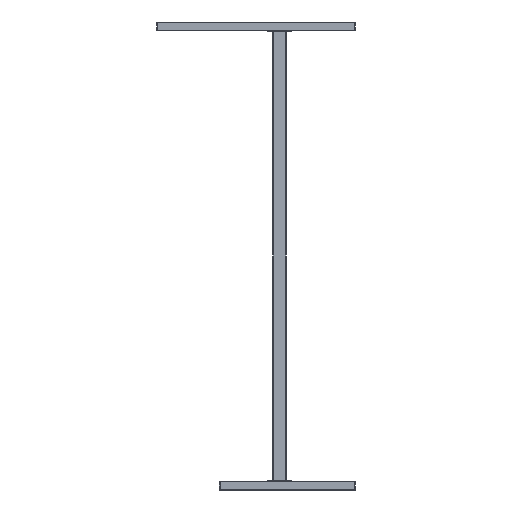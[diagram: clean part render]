
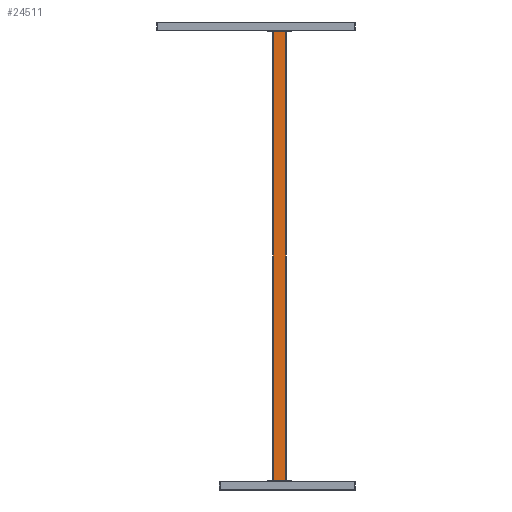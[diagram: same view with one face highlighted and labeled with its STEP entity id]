
A CAD part, front view. The second image highlights one B-rep face of the part: STEP entity #24511.
In plain terms, the highlighted free-form (B-spline) face has degree [1, 1] with [2, 2] control points.
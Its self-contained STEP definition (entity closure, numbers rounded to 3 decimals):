
#24511 = ADVANCED_FACE('',(#24512),#24542,.T.);
#24512 = FACE_BOUND('',#24513,.T.);
#24513 = EDGE_LOOP('',(#24514,#24523,#24530,#24537));
#24514 = ORIENTED_EDGE('',*,*,#24515,.F.);
#24515 = EDGE_CURVE('',#24516,#24518,#24520,.T.);
#24516 = VERTEX_POINT('',#24517);
#24517 = CARTESIAN_POINT('',(64.819,30.658,0.));
#24518 = VERTEX_POINT('',#24519);
#24519 = CARTESIAN_POINT('',(12.263,30.658,0.));
#24520 = B_SPLINE_CURVE_WITH_KNOTS('',1,(#24521,#24522),.UNSPECIFIED.,
  .F.,.F.,(2,2),(0.,60.),.PIECEWISE_BEZIER_KNOTS.);
#24521 = CARTESIAN_POINT('',(64.819,30.658,0.));
#24522 = CARTESIAN_POINT('',(12.263,30.658,0.));
#24523 = ORIENTED_EDGE('',*,*,#24524,.T.);
#24524 = EDGE_CURVE('',#24516,#24525,#24527,.T.);
#24525 = VERTEX_POINT('',#24526);
#24526 = CARTESIAN_POINT('',(64.819,30.658,
    1751.858));
#24527 = B_SPLINE_CURVE_WITH_KNOTS('',1,(#24528,#24529),.UNSPECIFIED.,
  .F.,.F.,(2,2),(0.,2000.),.PIECEWISE_BEZIER_KNOTS.);
#24528 = CARTESIAN_POINT('',(64.819,30.658,0.));
#24529 = CARTESIAN_POINT('',(64.819,30.658,
    1751.858));
#24530 = ORIENTED_EDGE('',*,*,#24531,.T.);
#24531 = EDGE_CURVE('',#24525,#24532,#24534,.T.);
#24532 = VERTEX_POINT('',#24533);
#24533 = CARTESIAN_POINT('',(12.263,30.658,
    1751.858));
#24534 = B_SPLINE_CURVE_WITH_KNOTS('',1,(#24535,#24536),.UNSPECIFIED.,
  .F.,.F.,(2,2),(0.,60.),.PIECEWISE_BEZIER_KNOTS.);
#24535 = CARTESIAN_POINT('',(64.819,30.658,
    1751.858));
#24536 = CARTESIAN_POINT('',(12.263,30.658,
    1751.858));
#24537 = ORIENTED_EDGE('',*,*,#24538,.F.);
#24538 = EDGE_CURVE('',#24518,#24532,#24539,.T.);
#24539 = B_SPLINE_CURVE_WITH_KNOTS('',1,(#24540,#24541),.UNSPECIFIED.,
  .F.,.F.,(2,2),(0.,2000.),.PIECEWISE_BEZIER_KNOTS.);
#24540 = CARTESIAN_POINT('',(12.263,30.658,0.));
#24541 = CARTESIAN_POINT('',(12.263,30.658,
    1751.858));
#24542 = B_SPLINE_SURFACE_WITH_KNOTS('',1,1,(
    (#24543,#24544)
    ,(#24545,#24546
    )),.UNSPECIFIED.,.F.,.F.,.F.,(2,2),(2,2),(0.,60.),(-2000.,0.),
  .PIECEWISE_BEZIER_KNOTS.);
#24543 = CARTESIAN_POINT('',(64.819,30.658,
    1751.858));
#24544 = CARTESIAN_POINT('',(64.819,30.658,0.));
#24545 = CARTESIAN_POINT('',(12.263,30.658,
    1751.858));
#24546 = CARTESIAN_POINT('',(12.263,30.658,0.));
